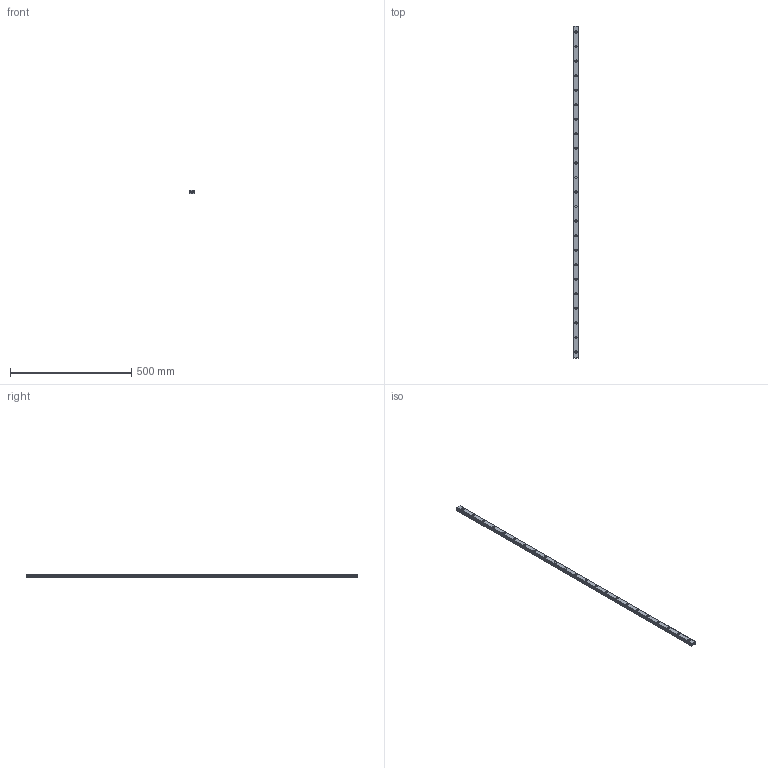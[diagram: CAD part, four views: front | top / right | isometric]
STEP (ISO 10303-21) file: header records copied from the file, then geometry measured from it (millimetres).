
FILE_DESCRIPTION(('STEP AP214'),'1');
FILE_NAME('cctmp_A3AB72A9-47BC-4D46-B390-48CB6B29FDA4_2021_02_04_10_16_07_0151..stp','2021-02-04T09:16:07',('HIWIN GmbH'),('CADClick - www.CADClick.com'),'Spatial InterOp 3D',' ','unknown authorization');
FILE_SCHEMA(('AUTOMOTIVE_DESIGN'));
Length unit declared in the file: millimetre
Products named in the file (1): EGR20R1370C_FILE
Bounding box: 20 x 1370 x 15.5 mm (x, y, z)
Volume: 367522.6 mm3; surface area: 109920.4 mm2
Topology: 1 solids, 1 shells, 379 faces, 889 edges, 562 vertices
Faces by surface type: plane 223, cylinder 156
Entity records: 13947 total; most frequent: DIRECTION 2053, CARTESIAN_POINT 1831, ORIENTED_EDGE 1778, EDGE_CURVE 889, AXIS2_PLACEMENT_3D 784, VERTEX_POINT 562, LINE 485, VECTOR 485
